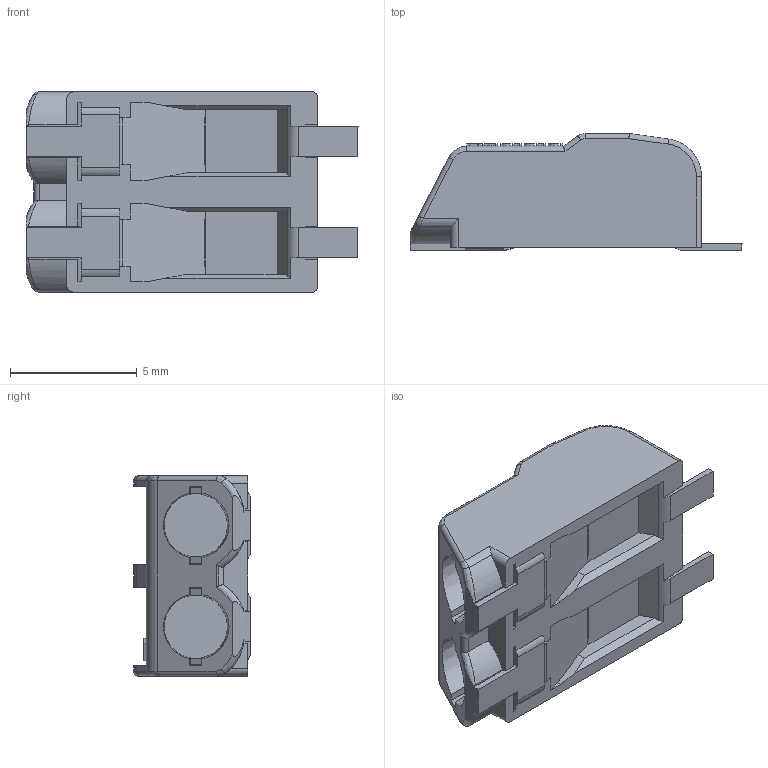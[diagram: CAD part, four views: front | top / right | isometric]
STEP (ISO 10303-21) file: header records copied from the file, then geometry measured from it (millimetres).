
FILE_DESCRIPTION (( 'STEP AP203' ), '1' );
FILE_NAME ('M-FLT-S22WR-00-REVT2.STEP', '2023-04-05T13:58:19', ( '' ), ( '' ), 'SwSTEP 2.0', 'SolidWorks 2021', '' );
FILE_SCHEMA (( 'CONFIG_CONTROL_DESIGN' ));
Length unit declared in the file: millimetre
Products named in the file (1): M-FLT-S22WR-00-REVT2
Bounding box: 13.1 x 4.6 x 7.9 mm (x, y, z)
Volume: 291.5 mm3; surface area: 416.2 mm2
Topology: 1 solids, 1 shells, 356 faces, 980 edges, 642 vertices
Faces by surface type: plane 239, bspline 58, cylinder 53, cone 6
Entity records: 14071 total; most frequent: CARTESIAN_POINT 5551, ORIENTED_EDGE 1960, DIRECTION 1384, EDGE_CURVE 980, VECTOR 700, LINE 700, VERTEX_POINT 642, EDGE_LOOP 384
